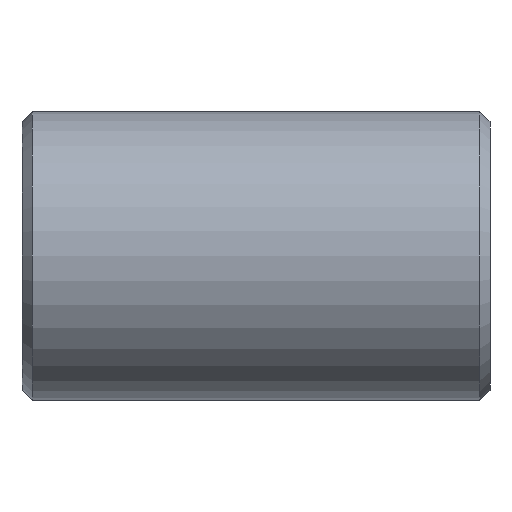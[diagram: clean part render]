
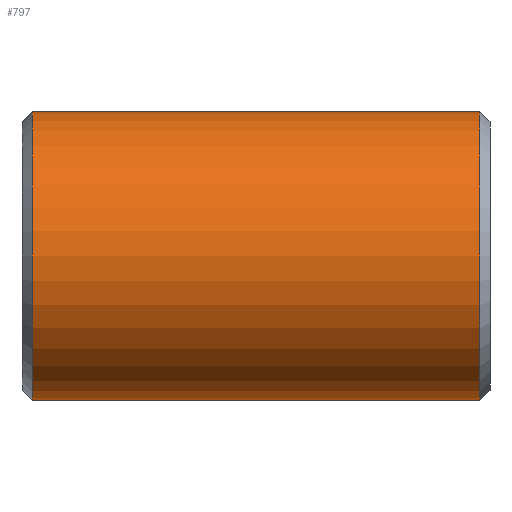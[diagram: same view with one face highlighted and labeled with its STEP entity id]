
A CAD part, front view. The second image highlights one B-rep face of the part: STEP entity #797.
In plain terms, the highlighted cylindrical face has radius 109.537 mm (diameter 219.075 mm), a partial arc.
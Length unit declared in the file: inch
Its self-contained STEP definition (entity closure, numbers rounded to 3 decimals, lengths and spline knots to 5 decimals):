
#7 = AXIS2_PLACEMENT_3D ( 'NONE', #230, #791, #105 ) ;
#16 = DIRECTION ( 'NONE',  ( 0., 0., 1. ) ) ;
#62 = VERTEX_POINT ( 'NONE', #524 ) ;
#74 = EDGE_LOOP ( 'NONE', ( #205, #422, #165, #85 ) ) ;
#85 = ORIENTED_EDGE ( 'NONE', *, *, #449, .T. ) ;
#105 = DIRECTION ( 'NONE',  ( 0., 0., -1. ) ) ;
#150 = CYLINDRICAL_SURFACE ( 'NONE', #151, 4.3125 ) ;
#151 = AXIS2_PLACEMENT_3D ( 'NONE', #631, #204, #16 ) ;
#165 = ORIENTED_EDGE ( 'NONE', *, *, #619, .T. ) ;
#166 = CARTESIAN_POINT ( 'NONE',  ( 7., 0., 4.3125 ) ) ;
#178 = DIRECTION ( 'NONE',  ( 0., 0., 1. ) ) ;
#204 = DIRECTION ( 'NONE',  ( -1., 0., 0. ) ) ;
#205 = ORIENTED_EDGE ( 'NONE', *, *, #819, .F. ) ;
#230 = CARTESIAN_POINT ( 'NONE',  ( 6.698, 0., 0. ) ) ;
#234 = CIRCLE ( 'NONE', #7, 4.3125 ) ;
#295 = CARTESIAN_POINT ( 'NONE',  ( 7., 0., -4.3125 ) ) ;
#307 = CARTESIAN_POINT ( 'NONE',  ( -6.698, 0., -4.3125 ) ) ;
#331 = VERTEX_POINT ( 'NONE', #307 ) ;
#378 = DIRECTION ( 'NONE',  ( -1., 0., 0. ) ) ;
#394 = DIRECTION ( 'NONE',  ( 1., 0., 0. ) ) ;
#417 = VERTEX_POINT ( 'NONE', #602 ) ;
#422 = ORIENTED_EDGE ( 'NONE', *, *, #605, .T. ) ;
#438 = AXIS2_PLACEMENT_3D ( 'NONE', #864, #394, #178 ) ;
#449 = EDGE_CURVE ( 'NONE', #679, #331, #466, .T. ) ;
#466 = CIRCLE ( 'NONE', #438, 4.3125 ) ;
#494 = FACE_OUTER_BOUND ( 'NONE', #74, .T. ) ;
#512 = VECTOR ( 'NONE', #378, 39.37008 ) ;
#524 = CARTESIAN_POINT ( 'NONE',  ( 6.698, 0., 4.3125 ) ) ;
#602 = CARTESIAN_POINT ( 'NONE',  ( 6.698, 0., -4.3125 ) ) ;
#605 = EDGE_CURVE ( 'NONE', #417, #62, #234, .T. ) ;
#619 = EDGE_CURVE ( 'NONE', #62, #679, #785, .T. ) ;
#631 = CARTESIAN_POINT ( 'NONE',  ( 7., 0., 0. ) ) ;
#679 = VERTEX_POINT ( 'NONE', #888 ) ;
#744 = VECTOR ( 'NONE', #788, 39.37008 ) ;
#785 = LINE ( 'NONE', #166, #512 ) ;
#788 = DIRECTION ( 'NONE',  ( -1., 0., 0. ) ) ;
#791 = DIRECTION ( 'NONE',  ( -1., 0., 0. ) ) ;
#797 = ADVANCED_FACE ( 'NONE', ( #494 ), #150, .T. ) ;
#819 = EDGE_CURVE ( 'NONE', #417, #331, #853, .T. ) ;
#853 = LINE ( 'NONE', #295, #744 ) ;
#864 = CARTESIAN_POINT ( 'NONE',  ( -6.698, 0., 0. ) ) ;
#888 = CARTESIAN_POINT ( 'NONE',  ( -6.698, 0., 4.3125 ) ) ;
